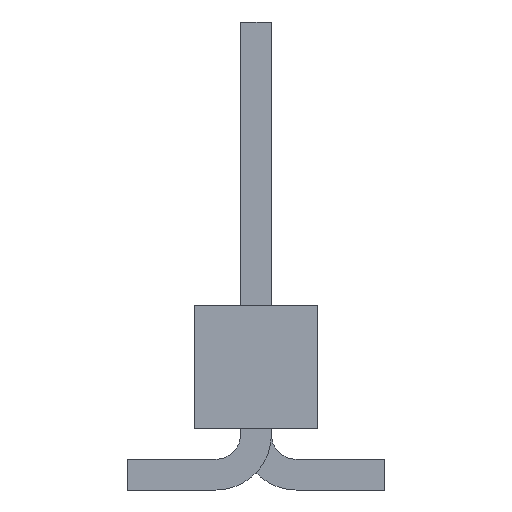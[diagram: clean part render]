
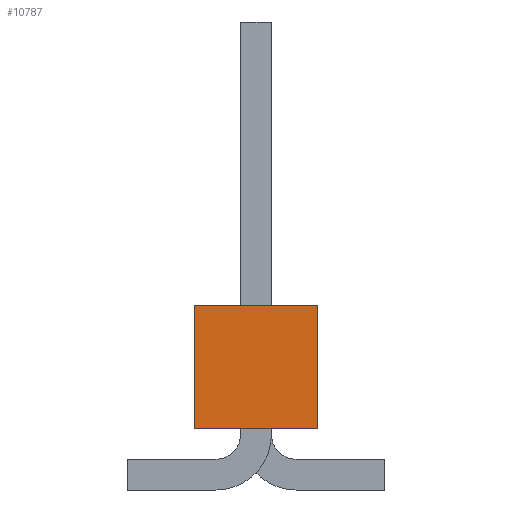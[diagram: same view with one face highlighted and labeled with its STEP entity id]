
A CAD part, left-side view. The second image highlights one B-rep face of the part: STEP entity #10787.
In plain terms, the highlighted face is planar.
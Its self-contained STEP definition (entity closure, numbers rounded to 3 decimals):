
#2360 = VERTEX_POINT('',#2361);
#2361 = CARTESIAN_POINT('',(44.45,1.27,1.27));
#2367 = EDGE_CURVE('',#2360,#2368,#2370,.T.);
#2368 = VERTEX_POINT('',#2369);
#2369 = CARTESIAN_POINT('',(44.45,1.27,-1.27));
#2370 = LINE('',#2371,#2372);
#2371 = CARTESIAN_POINT('',(44.45,1.27,1.27));
#2372 = VECTOR('',#2373,1.);
#2373 = DIRECTION('',(0.,0.,-1.));
#5726 = VERTEX_POINT('',#5727);
#5727 = CARTESIAN_POINT('',(44.45,-1.27,-1.27));
#5733 = EDGE_CURVE('',#5734,#5726,#5736,.T.);
#5734 = VERTEX_POINT('',#5735);
#5735 = CARTESIAN_POINT('',(44.45,-1.27,1.27));
#5736 = LINE('',#5737,#5738);
#5737 = CARTESIAN_POINT('',(44.45,-1.27,1.27));
#5738 = VECTOR('',#5739,1.);
#5739 = DIRECTION('',(0.,0.,-1.));
#7614 = EDGE_CURVE('',#2368,#5726,#7615,.T.);
#7615 = LINE('',#7616,#7617);
#7616 = CARTESIAN_POINT('',(44.45,1.27,-1.27));
#7617 = VECTOR('',#7618,1.);
#7618 = DIRECTION('',(0.,-1.,0.));
#7636 = EDGE_CURVE('',#2360,#5734,#7637,.T.);
#7637 = LINE('',#7638,#7639);
#7638 = CARTESIAN_POINT('',(44.45,1.27,1.27));
#7639 = VECTOR('',#7640,1.);
#7640 = DIRECTION('',(0.,-1.,0.));
#10787 = ADVANCED_FACE('',(#10788),#10794,.F.);
#10788 = FACE_BOUND('',#10789,.T.);
#10789 = EDGE_LOOP('',(#10790,#10791,#10792,#10793));
#10790 = ORIENTED_EDGE('',*,*,#5733,.T.);
#10791 = ORIENTED_EDGE('',*,*,#7614,.F.);
#10792 = ORIENTED_EDGE('',*,*,#2367,.F.);
#10793 = ORIENTED_EDGE('',*,*,#7636,.T.);
#10794 = PLANE('',#10795);
#10795 = AXIS2_PLACEMENT_3D('',#10796,#10797,#10798);
#10796 = CARTESIAN_POINT('',(44.45,1.27,1.27));
#10797 = DIRECTION('',(-1.,0.,0.));
#10798 = DIRECTION('',(0.,0.,1.));
